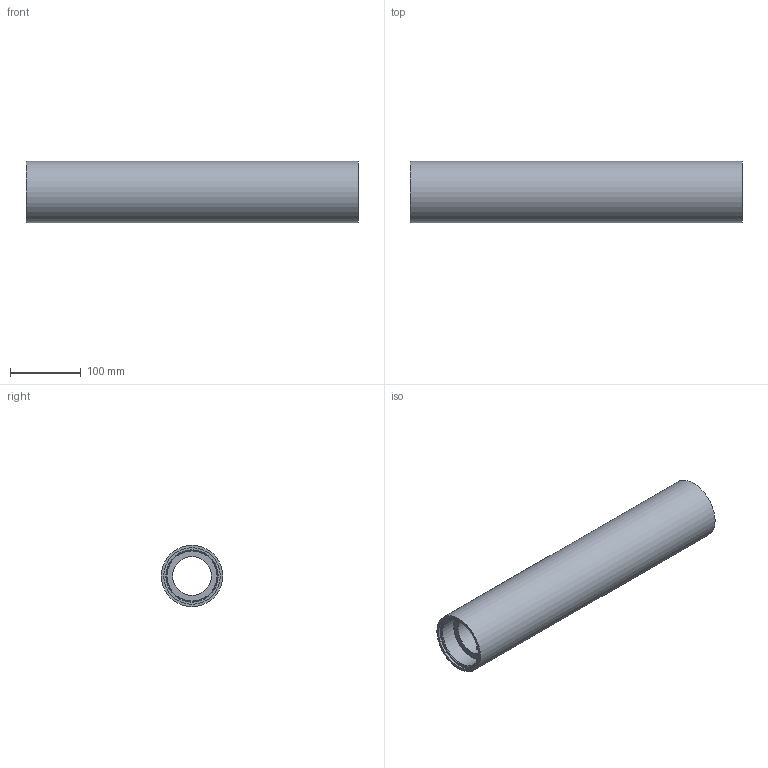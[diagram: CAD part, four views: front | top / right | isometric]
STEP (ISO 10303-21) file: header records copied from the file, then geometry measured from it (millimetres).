
FILE_DESCRIPTION(/* description */ ('Unknown'),/* implementation_level */ '2;1');
FILE_NAME(/* name */ 'tube fourreau',/* time_stamp */ '2024-11-03T12:04:47+01:00',/* author */ ('Unknown'),/* organization */ ('Unknown'),/* preprocessor_version */ 'ST-DEVELOPER v18.102',/* originating_system */ 'Solid Edge',/* authorisation */ 'Unknown');
FILE_SCHEMA (('AUTOMOTIVE_DESIGN {1 0 10303 214 3 1 1}'));
Length unit declared in the file: millimetre
Products named in the file (1): tube fourreau
Bounding box: 470 x 87 x 87 mm (x, y, z)
Volume: 1580362.6 mm3; surface area: 220056.4 mm2
Topology: 1 solids, 1 shells, 18 faces, 35 edges, 23 vertices
Faces by surface type: cylinder 8, plane 6, cone 2, torus 2
Full cylindrical faces by diameter (mm): 9 x2, 55 x1, 72 x2, 80 x2, 87 x1
Entity records: 454 total; most frequent: CARTESIAN_POINT 99, DIRECTION 70, ORIENTED_EDGE 40, EDGE_LOOP 40, FACE_BOUND 40, AXIS2_PLACEMENT_3D 35, EDGE_CURVE 20, VERTEX_POINT 20
